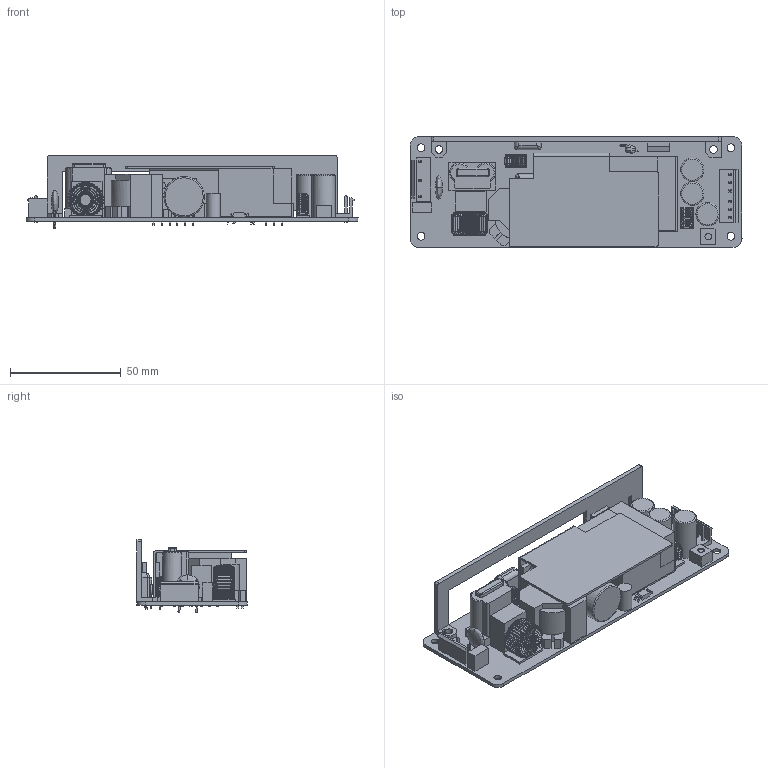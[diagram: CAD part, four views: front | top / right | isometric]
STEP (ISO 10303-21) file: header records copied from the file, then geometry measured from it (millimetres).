
FILE_DESCRIPTION((''),'2;1');
FILE_NAME('9978999_ASM','2025-03-25T',('410022'),(''),'PRO/ENGINEER BY PARAMETRIC TECHNOLOGY CORPORATION, 2010280','PRO/ENGINEER BY PARAMETRIC TECHNOLOGY CORPORATION, 2010280','');
FILE_SCHEMA(('AUTOMOTIVE_DESIGN_CC2 { 1 2 10303 214 -1 1 5 2 }'));
Products named in the file (39): 123_4; 75_4; 8888_4; C-2_4; D___4; U___4; CY2__4; MANIFOLD_SOLID_BREP_34931; MANIFOLD_SOLID_BREP_35448; MANIFOLD_SOLID_BREP_35965; MANIFOLD_SOLID_BREP_36482; MANIFOLD_SOLID_BREP_36999; MANIFOLD_SOLID_BREP_37516; MANIFOLD_SOLID_BREP_38033; MANIFOLD_SOLID_BREP_38550; MANIFOLD_SOLID_BREP_39067; MANIFOLD_SOLID_BREP_39584; MANIFOLD_SOLID_BREP_40101; MANIFOLD_SOLID_BREP_40618; MANIFOLD_SOLID_BREP_41135; MANIFOLD_SOLID_BREP_41652; MANIFOLD_SOLID_BREP_42169; MANIFOLD_SOLID_BREP_42686; MANIFOLD_SOLID_BREP_43203; MANIFOLD_SOLID_BREP_43720; MANIFOLD_SOLID_BREP_44237; MANIFOLD_SOLID_BREP_44754; MANIFOLD_SOLID_BREP_45313; MANIFOLD_SOLID_BREP_45830; MANIFOLD_SOLID_BREP_46347; MANIFOLD_SOLID_BREP_46864; MANIFOLD_SOLID_BREP_47381; MANIFOLD_SOLID_BREP_47898; MANIFOLD_SOLID_BREP_48112; _22_4; 22_4_ASM; A_2; 30W-2023_ASM_4_ASM; 9978999_ASM
Assembly tree (41 placements, depth 4):
  9978999_ASM
    30W-2023_ASM_4_ASM
      123_4
      75_4
      8888_4
      C-2_4
      D___4  x3
      U___4
      CY2__4
      22_4_ASM  x2
        MANIFOLD_SOLID_BREP_34931
        MANIFOLD_SOLID_BREP_35448
        MANIFOLD_SOLID_BREP_35965
        MANIFOLD_SOLID_BREP_36482
        MANIFOLD_SOLID_BREP_36999
        MANIFOLD_SOLID_BREP_37516
        MANIFOLD_SOLID_BREP_38033
        MANIFOLD_SOLID_BREP_38550
        MANIFOLD_SOLID_BREP_39067
        MANIFOLD_SOLID_BREP_39584
        MANIFOLD_SOLID_BREP_40101
        MANIFOLD_SOLID_BREP_40618
        MANIFOLD_SOLID_BREP_41135
        MANIFOLD_SOLID_BREP_41652
        MANIFOLD_SOLID_BREP_42169
        MANIFOLD_SOLID_BREP_42686
        MANIFOLD_SOLID_BREP_43203
        MANIFOLD_SOLID_BREP_43720
        MANIFOLD_SOLID_BREP_44237
        MANIFOLD_SOLID_BREP_44754
        MANIFOLD_SOLID_BREP_45313
        MANIFOLD_SOLID_BREP_45830
        MANIFOLD_SOLID_BREP_46347
        MANIFOLD_SOLID_BREP_46864
        MANIFOLD_SOLID_BREP_47381
        MANIFOLD_SOLID_BREP_47898
        MANIFOLD_SOLID_BREP_48112
        _22_4
      A_2
Bounding box: 150 x 50.01 x 32.83 mm (x, y, z)
Volume: 77202.1 mm3; surface area: 49864.8 mm2
Topology: 64 solids, 68 shells, 2030 faces, 4685 edges, 2662 vertices
Faces by surface type: torus 1070, plane 492, cylinder 422, bspline 42, revolution 2, extrusion 2
Entity records: 67062 total; most frequent: CARTESIAN_POINT 18698, DIRECTION 8750, ORIENTED_EDGE 7242, AXIS2_PLACEMENT_3D 3720, EDGE_CURVE 3631, PRESENTATION_STYLE_ASSIGNMENT 2246, STYLED_ITEM 2129, CIRCLE 2109
